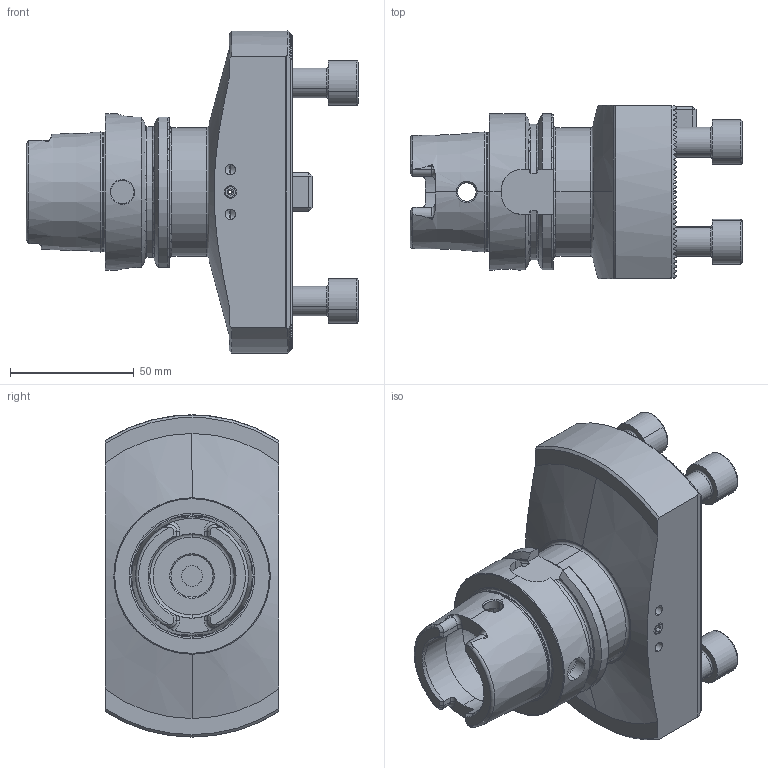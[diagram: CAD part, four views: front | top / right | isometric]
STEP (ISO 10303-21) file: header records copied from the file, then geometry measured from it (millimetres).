
FILE_DESCRIPTION (( 'STEP AP214' ), '1' );
FILE_NAME ('HA6-Ko1.K01.075.STEP', '2015-09-01T15:13:38', ( 'SWIAdmin' ), ( 'Hewlett-Packard Company' ), 'SwSTEP 2.0', 'SolidWorks 2015', '' );
FILE_SCHEMA (( 'AUTOMOTIVE_DESIGN' ));
Length unit declared in the file: millimetre
Products named in the file (7): Ko1-ER1.001.016_A; ISO 4762 M6 x 16; ISO 4026 - M5 x 8_ISO 4026 - M5 x 8; DIN 908 - M12x1.5; ISO 4762 M12 x 25; HA6-Ko1.K01.075_A_Fertigbearbeitung; HA6-Ko1.K01.075
Assembly tree (10 placements, depth 2):
  HA6-Ko1.K01.075
    HA6-Ko1.K01.075_A_Fertigbearbeitung
    ISO 4762 M12 x 25  x4
    DIN 908 - M12x1.5
    ISO 4026 - M5 x 8_ISO 4026 - M5 x 8  x2
    ISO 4762 M6 x 16
    Ko1-ER1.001.016_A
Bounding box: 133.93 x 70 x 130 mm (x, y, z)
Volume: 372684 mm3; surface area: 74528.5 mm2
Topology: 10 solids, 10 shells, 945 faces, 2561 edges, 1622 vertices
Faces by surface type: plane 517, cylinder 226, cone 131, torus 59, bspline 12
Entity records: 32119 total; most frequent: CARTESIAN_POINT 9821, ORIENTED_EDGE 4634, DIRECTION 3797, EDGE_CURVE 2317, VERTEX_POINT 1499, AXIS2_PLACEMENT_3D 1437, LINE 923, VECTOR 923
